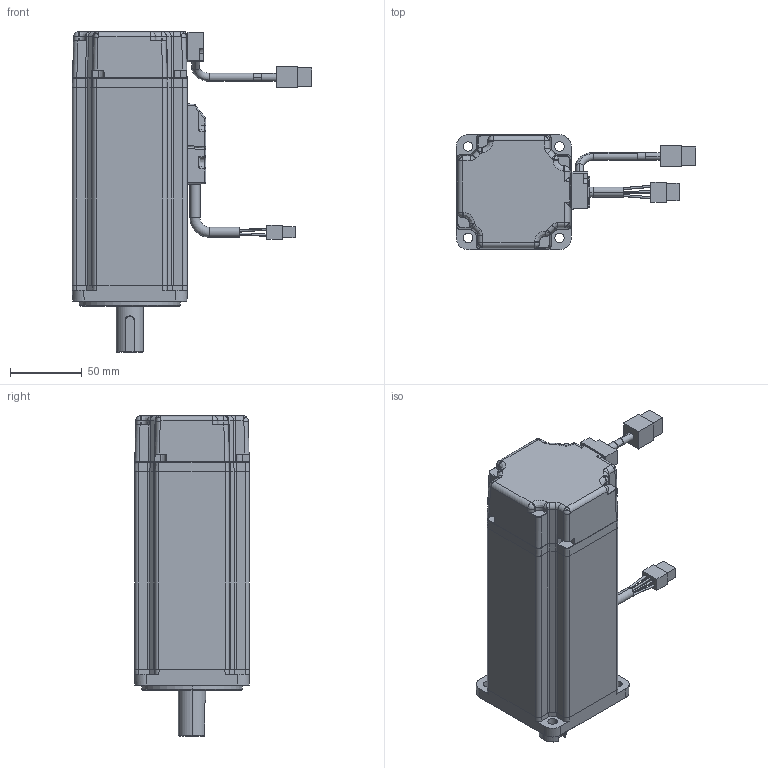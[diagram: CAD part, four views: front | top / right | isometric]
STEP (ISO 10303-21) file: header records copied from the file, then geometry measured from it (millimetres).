
FILE_DESCRIPTION((''),'2;1');
FILE_NAME('CX0807SH','2015-03-27T',('MIO.CHEN'),(''),'PRO/ENGINEER BY PARAMETRIC TECHNOLOGY CORPORATION, 2010180','PRO/ENGINEER BY PARAMETRIC TECHNOLOGY CORPORATION, 2010180','');
FILE_SCHEMA(('AUTOMOTIVE_DESIGN_CC2 { 1 2 10303 214 -1 1 5 2 }'));
Length unit declared in the file: millimetre
Products named in the file (1): CX0807SH
Bounding box: 166.6 x 80 x 222.8 mm (x, y, z)
Volume: 1091148.5 mm3; surface area: 90562 mm2
Topology: 2 solids, 5 shells, 573 faces, 1405 edges, 856 vertices
Faces by surface type: plane 225, cylinder 220, cone 45, sphere 29, torus 28, bspline 26
Entity records: 18258 total; most frequent: CARTESIAN_POINT 4966, ORIENTED_EDGE 2806, DIRECTION 2669, EDGE_CURVE 1403, AXIS2_PLACEMENT_3D 935, VERTEX_POINT 856, VECTOR 799, LINE 799
